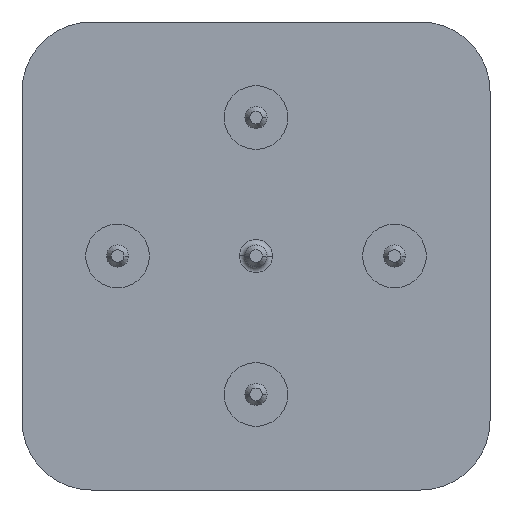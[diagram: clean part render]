
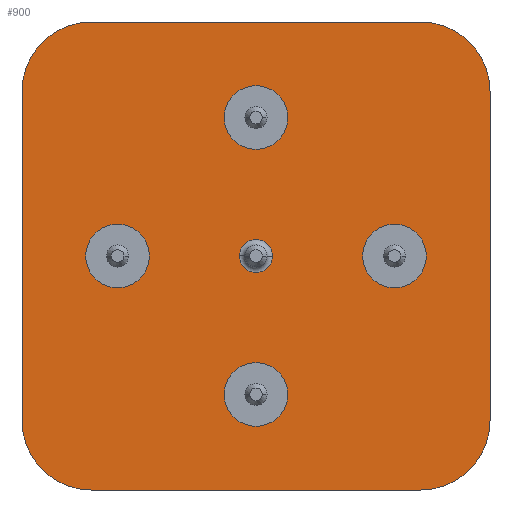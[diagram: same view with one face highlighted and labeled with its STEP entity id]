
A CAD part, front view. The second image highlights one B-rep face of the part: STEP entity #900.
In plain terms, the highlighted planar face has unit normal (0, -1, 0).
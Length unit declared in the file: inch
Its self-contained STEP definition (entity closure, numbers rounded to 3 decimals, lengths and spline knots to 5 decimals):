
#1=CARTESIAN_POINT('',(0.,0.,0.));
#2=DIRECTION('',(0.,-1.,0.));
#3=DIRECTION('',(-1.,0.,0.));
#4=AXIS2_PLACEMENT_3D('',#1,#2,#3);
#6=CARTESIAN_POINT('',(0.,0.,0.));
#7=DIRECTION('',(0.,-1.,0.));
#8=DIRECTION('',(1.,0.,0.));
#9=AXIS2_PLACEMENT_3D('',#6,#7,#8);
#11=CARTESIAN_POINT('',(0.,0.,-0.25));
#12=DIRECTION('',(0.,-1.,0.));
#13=DIRECTION('',(-1.,0.,0.));
#14=AXIS2_PLACEMENT_3D('',#11,#12,#13);
#16=CARTESIAN_POINT('',(0.,0.,-0.25));
#17=DIRECTION('',(0.,-1.,0.));
#18=DIRECTION('',(1.,0.,0.));
#19=AXIS2_PLACEMENT_3D('',#16,#17,#18);
#21=CARTESIAN_POINT('',(0.25,0.,0.));
#22=DIRECTION('',(0.,-1.,0.));
#23=DIRECTION('',(-1.,0.,0.));
#24=AXIS2_PLACEMENT_3D('',#21,#22,#23);
#26=CARTESIAN_POINT('',(0.25,0.,0.));
#27=DIRECTION('',(0.,-1.,0.));
#28=DIRECTION('',(1.,0.,0.));
#29=AXIS2_PLACEMENT_3D('',#26,#27,#28);
#31=CARTESIAN_POINT('',(0.,0.,0.25));
#32=DIRECTION('',(0.,-1.,0.));
#33=DIRECTION('',(-1.,0.,0.));
#34=AXIS2_PLACEMENT_3D('',#31,#32,#33);
#36=CARTESIAN_POINT('',(0.,0.,0.25));
#37=DIRECTION('',(0.,-1.,0.));
#38=DIRECTION('',(1.,0.,0.));
#39=AXIS2_PLACEMENT_3D('',#36,#37,#38);
#41=CARTESIAN_POINT('',(-0.25,0.,0.));
#42=DIRECTION('',(0.,-1.,0.));
#43=DIRECTION('',(-1.,0.,0.));
#44=AXIS2_PLACEMENT_3D('',#41,#42,#43);
#46=CARTESIAN_POINT('',(-0.25,0.,0.));
#47=DIRECTION('',(0.,-1.,0.));
#48=DIRECTION('',(1.,0.,0.));
#49=AXIS2_PLACEMENT_3D('',#46,#47,#48);
#51=CARTESIAN_POINT('',(-0.2975,0.,0.2975));
#52=DIRECTION('',(0.,-1.,0.));
#53=DIRECTION('',(0.,0.,1.));
#54=AXIS2_PLACEMENT_3D('',#51,#52,#53);
#56=DIRECTION('',(-1.,0.,0.));
#57=VECTOR('',#56,0.595);
#58=CARTESIAN_POINT('',(0.2975,0.,0.4225));
#59=LINE('',#58,#57);
#60=CARTESIAN_POINT('',(0.2975,0.,0.2975));
#61=DIRECTION('',(0.,-1.,0.));
#62=DIRECTION('',(1.,0.,0.));
#63=AXIS2_PLACEMENT_3D('',#60,#61,#62);
#65=DIRECTION('',(0.,0.,1.));
#66=VECTOR('',#65,0.595);
#67=CARTESIAN_POINT('',(0.4225,0.,-0.2975));
#68=LINE('',#67,#66);
#69=CARTESIAN_POINT('',(0.2975,0.,-0.2975));
#70=DIRECTION('',(0.,-1.,0.));
#71=DIRECTION('',(0.,0.,-1.));
#72=AXIS2_PLACEMENT_3D('',#69,#70,#71);
#74=DIRECTION('',(1.,0.,0.));
#75=VECTOR('',#74,0.595);
#76=CARTESIAN_POINT('',(-0.2975,0.,-0.4225));
#77=LINE('',#76,#75);
#78=CARTESIAN_POINT('',(-0.2975,0.,-0.2975));
#79=DIRECTION('',(0.,-1.,0.));
#80=DIRECTION('',(-1.,0.,0.));
#81=AXIS2_PLACEMENT_3D('',#78,#79,#80);
#83=DIRECTION('',(0.,0.,-1.));
#84=VECTOR('',#83,0.595);
#85=CARTESIAN_POINT('',(-0.4225,0.,0.2975));
#86=LINE('',#85,#84);
#667=CARTESIAN_POINT('',(0.03,0.,0.));
#668=CARTESIAN_POINT('',(-0.03,0.,0.));
#669=VERTEX_POINT('',#667);
#670=VERTEX_POINT('',#668);
#671=CARTESIAN_POINT('',(0.0575,0.,-0.25));
#672=CARTESIAN_POINT('',(-0.0575,0.,-0.25));
#673=VERTEX_POINT('',#671);
#674=VERTEX_POINT('',#672);
#675=CARTESIAN_POINT('',(0.3075,0.,0.));
#676=CARTESIAN_POINT('',(0.1925,0.,0.));
#677=VERTEX_POINT('',#675);
#678=VERTEX_POINT('',#676);
#679=CARTESIAN_POINT('',(0.0575,0.,0.25));
#680=CARTESIAN_POINT('',(-0.0575,0.,0.25));
#681=VERTEX_POINT('',#679);
#682=VERTEX_POINT('',#680);
#683=CARTESIAN_POINT('',(-0.1925,0.,0.));
#684=CARTESIAN_POINT('',(-0.3075,0.,0.));
#685=VERTEX_POINT('',#683);
#686=VERTEX_POINT('',#684);
#723=CARTESIAN_POINT('',(-0.2975,0.,0.4225));
#724=VERTEX_POINT('',#723);
#725=CARTESIAN_POINT('',(-0.4225,0.,0.2975));
#726=VERTEX_POINT('',#725);
#731=CARTESIAN_POINT('',(-0.4225,0.,-0.2975));
#732=VERTEX_POINT('',#731);
#733=CARTESIAN_POINT('',(-0.2975,0.,-0.4225));
#734=VERTEX_POINT('',#733);
#739=CARTESIAN_POINT('',(0.2975,0.,-0.4225));
#740=VERTEX_POINT('',#739);
#741=CARTESIAN_POINT('',(0.4225,0.,-0.2975));
#742=VERTEX_POINT('',#741);
#747=CARTESIAN_POINT('',(0.4225,0.,0.2975));
#748=VERTEX_POINT('',#747);
#749=CARTESIAN_POINT('',(0.2975,0.,0.4225));
#750=VERTEX_POINT('',#749);
#847=CARTESIAN_POINT('',(0.,0.,0.));
#848=DIRECTION('',(0.,1.,0.));
#849=DIRECTION('',(1.,0.,0.));
#850=AXIS2_PLACEMENT_3D('',#847,#848,#849);
#851=PLANE('',#850);
#853=ORIENTED_EDGE('',*,*,#852,.F.);
#855=ORIENTED_EDGE('',*,*,#854,.F.);
#857=ORIENTED_EDGE('',*,*,#856,.F.);
#859=ORIENTED_EDGE('',*,*,#858,.F.);
#861=ORIENTED_EDGE('',*,*,#860,.F.);
#863=ORIENTED_EDGE('',*,*,#862,.F.);
#865=ORIENTED_EDGE('',*,*,#864,.F.);
#867=ORIENTED_EDGE('',*,*,#866,.F.);
#868=EDGE_LOOP('',(#853,#855,#857,#859,#861,#863,#865,#867));
#869=FACE_OUTER_BOUND('',#868,.F.);
#871=ORIENTED_EDGE('',*,*,#870,.T.);
#873=ORIENTED_EDGE('',*,*,#872,.T.);
#874=EDGE_LOOP('',(#871,#873));
#875=FACE_BOUND('',#874,.F.);
#877=ORIENTED_EDGE('',*,*,#876,.T.);
#879=ORIENTED_EDGE('',*,*,#878,.T.);
#880=EDGE_LOOP('',(#877,#879));
#881=FACE_BOUND('',#880,.F.);
#883=ORIENTED_EDGE('',*,*,#882,.T.);
#885=ORIENTED_EDGE('',*,*,#884,.T.);
#886=EDGE_LOOP('',(#883,#885));
#887=FACE_BOUND('',#886,.F.);
#889=ORIENTED_EDGE('',*,*,#888,.T.);
#891=ORIENTED_EDGE('',*,*,#890,.T.);
#892=EDGE_LOOP('',(#889,#891));
#893=FACE_BOUND('',#892,.F.);
#895=ORIENTED_EDGE('',*,*,#894,.T.);
#897=ORIENTED_EDGE('',*,*,#896,.T.);
#898=EDGE_LOOP('',(#895,#897));
#899=FACE_BOUND('',#898,.F.);
#900=ADVANCED_FACE('',(#869,#875,#881,#887,#893,#899),#851,.F.);
#5=CIRCLE('',#4,0.03);
#10=CIRCLE('',#9,0.03);
#15=CIRCLE('',#14,0.0575);
#20=CIRCLE('',#19,0.0575);
#25=CIRCLE('',#24,0.0575);
#30=CIRCLE('',#29,0.0575);
#35=CIRCLE('',#34,0.0575);
#40=CIRCLE('',#39,0.0575);
#45=CIRCLE('',#44,0.0575);
#50=CIRCLE('',#49,0.0575);
#55=CIRCLE('',#54,0.125);
#64=CIRCLE('',#63,0.125);
#73=CIRCLE('',#72,0.125);
#82=CIRCLE('',#81,0.125);
#852=EDGE_CURVE('',#724,#726,#55,.T.);
#854=EDGE_CURVE('',#750,#724,#59,.T.);
#856=EDGE_CURVE('',#748,#750,#64,.T.);
#858=EDGE_CURVE('',#742,#748,#68,.T.);
#860=EDGE_CURVE('',#740,#742,#73,.T.);
#862=EDGE_CURVE('',#734,#740,#77,.T.);
#864=EDGE_CURVE('',#732,#734,#82,.T.);
#866=EDGE_CURVE('',#726,#732,#86,.T.);
#870=EDGE_CURVE('',#670,#669,#5,.T.);
#872=EDGE_CURVE('',#669,#670,#10,.T.);
#876=EDGE_CURVE('',#674,#673,#15,.T.);
#878=EDGE_CURVE('',#673,#674,#20,.T.);
#882=EDGE_CURVE('',#678,#677,#25,.T.);
#884=EDGE_CURVE('',#677,#678,#30,.T.);
#888=EDGE_CURVE('',#682,#681,#35,.T.);
#890=EDGE_CURVE('',#681,#682,#40,.T.);
#894=EDGE_CURVE('',#686,#685,#45,.T.);
#896=EDGE_CURVE('',#685,#686,#50,.T.);
